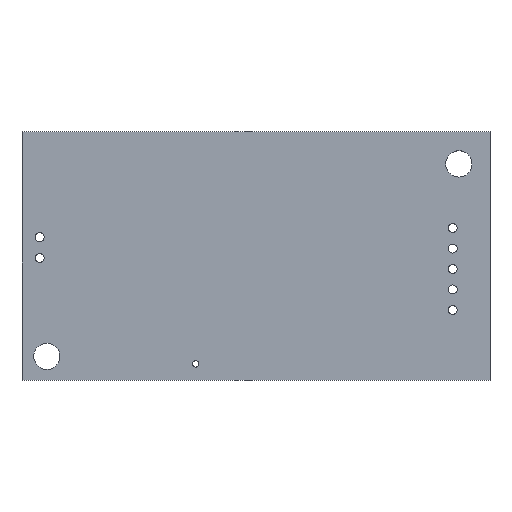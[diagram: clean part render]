
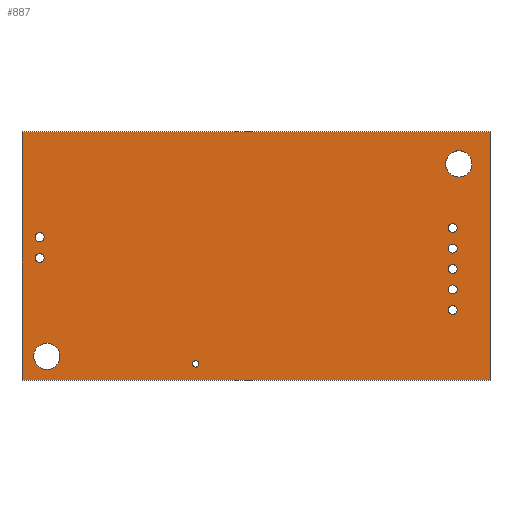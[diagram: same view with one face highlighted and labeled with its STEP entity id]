
A CAD part, top view. The second image highlights one B-rep face of the part: STEP entity #887.
In plain terms, the highlighted planar face has unit normal (0, 0, 1).
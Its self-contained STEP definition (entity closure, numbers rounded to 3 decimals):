
#58 = VERTEX_POINT('',#59);
#59 = CARTESIAN_POINT('',(57.391,0.114,1.6));
#65 = EDGE_CURVE('',#58,#66,#68,.T.);
#66 = VERTEX_POINT('',#67);
#67 = CARTESIAN_POINT('',(57.391,-30.213,1.6)  );
#68 = LINE('',#69,#70);
#69 = CARTESIAN_POINT('',(57.391,0.114,1.6));
#70 = VECTOR('',#71,1.);
#71 = DIRECTION('',(0.,-1.,0.));
#96 = EDGE_CURVE('',#66,#97,#99,.T.);
#97 = VERTEX_POINT('',#98);
#98 = CARTESIAN_POINT('',(0.267,-30.213,1.6)  );
#99 = LINE('',#100,#101);
#100 = CARTESIAN_POINT('',(57.391,-30.213,1.6    ));
#101 = VECTOR('',#102,1.);
#102 = DIRECTION('',(-1.,0.,0.));
#127 = EDGE_CURVE('',#97,#128,#130,.T.);
#128 = VERTEX_POINT('',#129);
#129 = CARTESIAN_POINT('',(0.267,0.114,1.6));
#130 = LINE('',#131,#132);
#131 = CARTESIAN_POINT('',(0.267,-30.213,1.6    ));
#132 = VECTOR('',#133,1.);
#133 = DIRECTION('',(0.,1.,0.));
#158 = EDGE_CURVE('',#128,#58,#159,.T.);
#159 = LINE('',#160,#161);
#160 = CARTESIAN_POINT('',(0.267,0.114,1.6));
#161 = VECTOR('',#162,1.);
#162 = DIRECTION('',(1.,0.,0.));
#182 = VERTEX_POINT('',#183);
#183 = CARTESIAN_POINT('',(4.902,-27.305,1.6)  );
#189 = EDGE_CURVE('',#182,#190,#192,.T.);
#190 = VERTEX_POINT('',#191);
#191 = CARTESIAN_POINT('',(1.702,-27.305,1.6)  );
#192 = CIRCLE('',#193,1.6);
#193 = AXIS2_PLACEMENT_3D('',#194,#195,#196);
#194 = CARTESIAN_POINT('',(3.302,-27.305,1.6)  );
#195 = DIRECTION('',(0.,0.,1.));
#196 = DIRECTION('',(1.,0.,-0.));
#222 = EDGE_CURVE('',#190,#182,#223,.T.);
#223 = CIRCLE('',#224,1.6);
#224 = AXIS2_PLACEMENT_3D('',#225,#226,#227);
#225 = CARTESIAN_POINT('',(3.302,-27.305,1.6)  );
#226 = DIRECTION('',(0.,0.,1.));
#227 = DIRECTION('',(-1.,0.,0.));
#248 = VERTEX_POINT('',#249);
#249 = CARTESIAN_POINT('',(2.963,-15.287,1.6    ));
#255 = EDGE_CURVE('',#248,#256,#258,.T.);
#256 = VERTEX_POINT('',#257);
#257 = CARTESIAN_POINT('',(1.863,-15.287,1.6    ));
#258 = CIRCLE('',#259,0.55);
#259 = AXIS2_PLACEMENT_3D('',#260,#261,#262);
#260 = CARTESIAN_POINT('',(2.413,-15.287,1.6)  );
#261 = DIRECTION('',(0.,0.,1.));
#262 = DIRECTION('',(1.,0.,-0.));
#288 = EDGE_CURVE('',#256,#248,#289,.T.);
#289 = CIRCLE('',#290,0.55);
#290 = AXIS2_PLACEMENT_3D('',#291,#292,#293);
#291 = CARTESIAN_POINT('',(2.413,-15.287,1.6)  );
#292 = DIRECTION('',(0.,0.,1.));
#293 = DIRECTION('',(-1.,0.,0.));
#314 = VERTEX_POINT('',#315);
#315 = CARTESIAN_POINT('',(2.963,-12.747,1.6    ));
#321 = EDGE_CURVE('',#314,#322,#324,.T.);
#322 = VERTEX_POINT('',#323);
#323 = CARTESIAN_POINT('',(1.863,-12.747,1.6    ));
#324 = CIRCLE('',#325,0.55);
#325 = AXIS2_PLACEMENT_3D('',#326,#327,#328);
#326 = CARTESIAN_POINT('',(2.413,-12.747,1.6)  );
#327 = DIRECTION('',(0.,0.,1.));
#328 = DIRECTION('',(1.,0.,-0.));
#354 = EDGE_CURVE('',#322,#314,#355,.T.);
#355 = CIRCLE('',#356,0.55);
#356 = AXIS2_PLACEMENT_3D('',#357,#358,#359);
#357 = CARTESIAN_POINT('',(2.413,-12.747,1.6)  );
#358 = DIRECTION('',(0.,0.,1.));
#359 = DIRECTION('',(-1.,0.,0.));
#380 = VERTEX_POINT('',#381);
#381 = CARTESIAN_POINT('',(21.863,-28.218,    1.6));
#387 = EDGE_CURVE('',#380,#388,#390,.T.);
#388 = VERTEX_POINT('',#389);
#389 = CARTESIAN_POINT('',(21.063,-28.218,    1.6));
#390 = CIRCLE('',#391,0.4);
#391 = AXIS2_PLACEMENT_3D('',#392,#393,#394);
#392 = CARTESIAN_POINT('',(21.463,-28.218,    1.6));
#393 = DIRECTION('',(0.,0.,1.));
#394 = DIRECTION('',(1.,0.,-0.));
#420 = EDGE_CURVE('',#388,#380,#421,.T.);
#421 = CIRCLE('',#422,0.4);
#422 = AXIS2_PLACEMENT_3D('',#423,#424,#425);
#423 = CARTESIAN_POINT('',(21.463,-28.218,    1.6));
#424 = DIRECTION('',(0.,0.,1.));
#425 = DIRECTION('',(-1.,0.,0.));
#446 = VERTEX_POINT('',#447);
#447 = CARTESIAN_POINT('',(55.194,-3.81,    1.6));
#453 = EDGE_CURVE('',#446,#454,#456,.T.);
#454 = VERTEX_POINT('',#455);
#455 = CARTESIAN_POINT('',(51.994,-3.81,    1.6));
#456 = CIRCLE('',#457,1.6);
#457 = AXIS2_PLACEMENT_3D('',#458,#459,#460);
#458 = CARTESIAN_POINT('',(53.594,-3.81,    1.6));
#459 = DIRECTION('',(0.,0.,1.));
#460 = DIRECTION('',(1.,0.,-0.));
#486 = EDGE_CURVE('',#454,#446,#487,.T.);
#487 = CIRCLE('',#488,1.6);
#488 = AXIS2_PLACEMENT_3D('',#489,#490,#491);
#489 = CARTESIAN_POINT('',(53.594,-3.81,    1.6));
#490 = DIRECTION('',(0.,0.,1.));
#491 = DIRECTION('',(-1.,0.,0.));
#512 = VERTEX_POINT('',#513);
#513 = CARTESIAN_POINT('',(53.382,-14.137,    1.6));
#519 = EDGE_CURVE('',#512,#520,#522,.T.);
#520 = VERTEX_POINT('',#521);
#521 = CARTESIAN_POINT('',(52.282,-14.137,    1.6));
#522 = CIRCLE('',#523,0.55);
#523 = AXIS2_PLACEMENT_3D('',#524,#525,#526);
#524 = CARTESIAN_POINT('',(52.832,-14.137,    1.6));
#525 = DIRECTION('',(0.,0.,1.));
#526 = DIRECTION('',(1.,0.,-0.));
#552 = EDGE_CURVE('',#520,#512,#553,.T.);
#553 = CIRCLE('',#554,0.55);
#554 = AXIS2_PLACEMENT_3D('',#555,#556,#557);
#555 = CARTESIAN_POINT('',(52.832,-14.137,    1.6));
#556 = DIRECTION('',(0.,0.,1.));
#557 = DIRECTION('',(-1.,0.,0.));
#578 = VERTEX_POINT('',#579);
#579 = CARTESIAN_POINT('',(53.382,-19.137,    1.6));
#585 = EDGE_CURVE('',#578,#586,#588,.T.);
#586 = VERTEX_POINT('',#587);
#587 = CARTESIAN_POINT('',(52.282,-19.137,    1.6));
#588 = CIRCLE('',#589,0.55);
#589 = AXIS2_PLACEMENT_3D('',#590,#591,#592);
#590 = CARTESIAN_POINT('',(52.832,-19.137,    1.6));
#591 = DIRECTION('',(0.,0.,1.));
#592 = DIRECTION('',(1.,0.,-0.));
#618 = EDGE_CURVE('',#586,#578,#619,.T.);
#619 = CIRCLE('',#620,0.55);
#620 = AXIS2_PLACEMENT_3D('',#621,#622,#623);
#621 = CARTESIAN_POINT('',(52.832,-19.137,    1.6));
#622 = DIRECTION('',(0.,0.,1.));
#623 = DIRECTION('',(-1.,0.,0.));
#644 = VERTEX_POINT('',#645);
#645 = CARTESIAN_POINT('',(53.382,-16.637,    1.6));
#651 = EDGE_CURVE('',#644,#652,#654,.T.);
#652 = VERTEX_POINT('',#653);
#653 = CARTESIAN_POINT('',(52.282,-16.637,    1.6));
#654 = CIRCLE('',#655,0.55);
#655 = AXIS2_PLACEMENT_3D('',#656,#657,#658);
#656 = CARTESIAN_POINT('',(52.832,-16.637,    1.6));
#657 = DIRECTION('',(0.,0.,1.));
#658 = DIRECTION('',(1.,0.,-0.));
#684 = EDGE_CURVE('',#652,#644,#685,.T.);
#685 = CIRCLE('',#686,0.55);
#686 = AXIS2_PLACEMENT_3D('',#687,#688,#689);
#687 = CARTESIAN_POINT('',(52.832,-16.637,    1.6));
#688 = DIRECTION('',(0.,0.,1.));
#689 = DIRECTION('',(-1.,0.,0.));
#710 = VERTEX_POINT('',#711);
#711 = CARTESIAN_POINT('',(53.382,-21.637,    1.6));
#717 = EDGE_CURVE('',#710,#718,#720,.T.);
#718 = VERTEX_POINT('',#719);
#719 = CARTESIAN_POINT('',(52.282,-21.637,    1.6));
#720 = CIRCLE('',#721,0.55);
#721 = AXIS2_PLACEMENT_3D('',#722,#723,#724);
#722 = CARTESIAN_POINT('',(52.832,-21.637,    1.6));
#723 = DIRECTION('',(0.,0.,1.));
#724 = DIRECTION('',(1.,0.,-0.));
#750 = EDGE_CURVE('',#718,#710,#751,.T.);
#751 = CIRCLE('',#752,0.55);
#752 = AXIS2_PLACEMENT_3D('',#753,#754,#755);
#753 = CARTESIAN_POINT('',(52.832,-21.637,    1.6));
#754 = DIRECTION('',(0.,0.,1.));
#755 = DIRECTION('',(-1.,0.,0.));
#776 = VERTEX_POINT('',#777);
#777 = CARTESIAN_POINT('',(53.382,-11.637,    1.6));
#783 = EDGE_CURVE('',#776,#784,#786,.T.);
#784 = VERTEX_POINT('',#785);
#785 = CARTESIAN_POINT('',(52.282,-11.637,    1.6));
#786 = CIRCLE('',#787,0.55);
#787 = AXIS2_PLACEMENT_3D('',#788,#789,#790);
#788 = CARTESIAN_POINT('',(52.832,-11.637,    1.6));
#789 = DIRECTION('',(0.,0.,1.));
#790 = DIRECTION('',(1.,0.,-0.));
#816 = EDGE_CURVE('',#784,#776,#817,.T.);
#817 = CIRCLE('',#818,0.55);
#818 = AXIS2_PLACEMENT_3D('',#819,#820,#821);
#819 = CARTESIAN_POINT('',(52.832,-11.637,    1.6));
#820 = DIRECTION('',(0.,0.,1.));
#821 = DIRECTION('',(-1.,0.,0.));
#887 = ADVANCED_FACE('',(#888,#894,#898,#902,#906,#910,#914,#918,#922,    #926,#930),#934,.F.);
#888 = FACE_BOUND('',#889,.F.);
#889 = EDGE_LOOP('',(#890,#891,#892,#893));
#890 = ORIENTED_EDGE('',*,*,#65,.T.);
#891 = ORIENTED_EDGE('',*,*,#96,.T.);
#892 = ORIENTED_EDGE('',*,*,#127,.T.);
#893 = ORIENTED_EDGE('',*,*,#158,.T.);
#894 = FACE_BOUND('',#895,.F.);
#895 = EDGE_LOOP('',(#896,#897));
#896 = ORIENTED_EDGE('',*,*,#189,.T.);
#897 = ORIENTED_EDGE('',*,*,#222,.T.);
#898 = FACE_BOUND('',#899,.F.);
#899 = EDGE_LOOP('',(#900,#901));
#900 = ORIENTED_EDGE('',*,*,#255,.T.);
#901 = ORIENTED_EDGE('',*,*,#288,.T.);
#902 = FACE_BOUND('',#903,.F.);
#903 = EDGE_LOOP('',(#904,#905));
#904 = ORIENTED_EDGE('',*,*,#321,.T.);
#905 = ORIENTED_EDGE('',*,*,#354,.T.);
#906 = FACE_BOUND('',#907,.F.);
#907 = EDGE_LOOP('',(#908,#909));
#908 = ORIENTED_EDGE('',*,*,#387,.T.);
#909 = ORIENTED_EDGE('',*,*,#420,.T.);
#910 = FACE_BOUND('',#911,.F.);
#911 = EDGE_LOOP('',(#912,#913));
#912 = ORIENTED_EDGE('',*,*,#453,.T.);
#913 = ORIENTED_EDGE('',*,*,#486,.T.);
#914 = FACE_BOUND('',#915,.F.);
#915 = EDGE_LOOP('',(#916,#917));
#916 = ORIENTED_EDGE('',*,*,#519,.T.);
#917 = ORIENTED_EDGE('',*,*,#552,.T.);
#918 = FACE_BOUND('',#919,.F.);
#919 = EDGE_LOOP('',(#920,#921));
#920 = ORIENTED_EDGE('',*,*,#585,.T.);
#921 = ORIENTED_EDGE('',*,*,#618,.T.);
#922 = FACE_BOUND('',#923,.F.);
#923 = EDGE_LOOP('',(#924,#925));
#924 = ORIENTED_EDGE('',*,*,#651,.T.);
#925 = ORIENTED_EDGE('',*,*,#684,.T.);
#926 = FACE_BOUND('',#927,.F.);
#927 = EDGE_LOOP('',(#928,#929));
#928 = ORIENTED_EDGE('',*,*,#717,.T.);
#929 = ORIENTED_EDGE('',*,*,#750,.T.);
#930 = FACE_BOUND('',#931,.F.);
#931 = EDGE_LOOP('',(#932,#933));
#932 = ORIENTED_EDGE('',*,*,#783,.T.);
#933 = ORIENTED_EDGE('',*,*,#816,.T.);
#934 = PLANE('',#935);
#935 = AXIS2_PLACEMENT_3D('',#936,#937,#938);
#936 = CARTESIAN_POINT('',(28.829,-15.05,    1.6));
#937 = DIRECTION('',(-0.,-0.,-1.));
#938 = DIRECTION('',(-1.,0.,0.));
